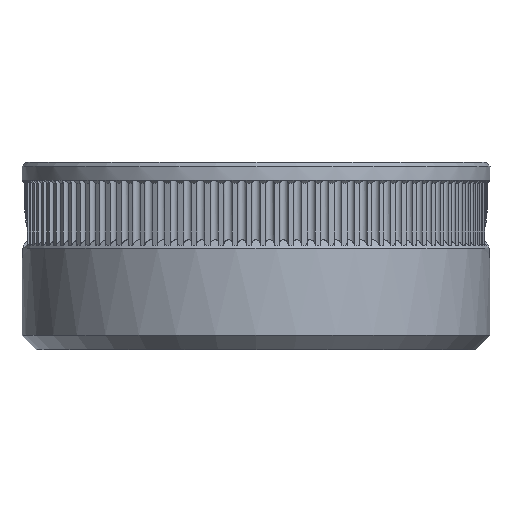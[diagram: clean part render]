
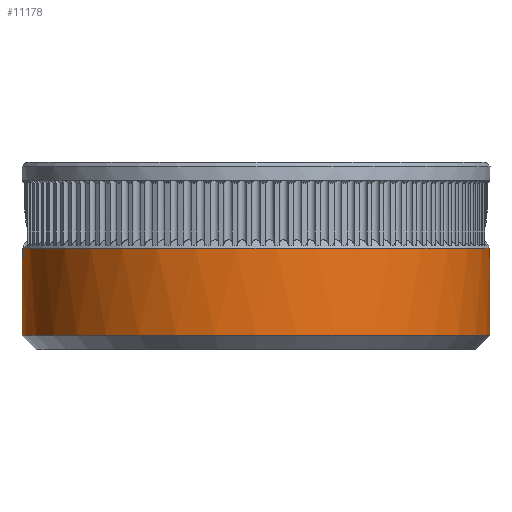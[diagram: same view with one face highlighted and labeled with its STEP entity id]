
A CAD part, left-side view. The second image highlights one B-rep face of the part: STEP entity #11178.
In plain terms, the highlighted cylindrical face has radius 32.5 mm (diameter 65 mm), a full revolution.
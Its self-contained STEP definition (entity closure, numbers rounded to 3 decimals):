
#492=B_SPLINE_CURVE_WITH_KNOTS('',3,(#23004,#23005,#23006,#23007,#23008,
#23009,#23010,#23011,#23012,#23013,#23014,#23015,#23016,#23017,#23018,#23019,
#23020,#23021,#23022,#23023,#23024,#23025,#23026),.UNSPECIFIED.,.F.,.F.,
(4,3,3,2,2,2,2,2,3,4),(0.077,0.117,0.182,
0.245,0.368,0.49,0.613,
0.735,0.798,0.863),.UNSPECIFIED.);
#517=B_SPLINE_CURVE_WITH_KNOTS('',3,(#23299,#23300,#23301,#23302,#23303,
#23304,#23305,#23306,#23307,#23308,#23309,#23310,#23311,#23312,#23313,#23314,
#23315,#23316,#23317,#23318,#23319,#23320,#23321),.UNSPECIFIED.,.F.,.F.,
(4,3,2,2,2,2,2,3,3,4),(0.117,0.182,0.245,
0.368,0.49,0.613,0.735,
0.798,0.863,0.903),.UNSPECIFIED.);
#657=CYLINDRICAL_SURFACE('',#12086,32.5);
#1039=CIRCLE('',#12052,32.5);
#1040=CIRCLE('',#12053,32.5);
#1071=CIRCLE('',#12087,32.5);
#1072=CIRCLE('',#12088,32.5);
#1664=FACE_OUTER_BOUND('',#2395,.T.);
#2395=EDGE_LOOP('',(#8741,#8742,#8743,#8744,#8745,#8746,#8747,#8748));
#3450=LINE('',#23561,#4205);
#4205=VECTOR('',#14416,32.5);
#5355=VERTEX_POINT('',#22998);
#5356=VERTEX_POINT('',#23003);
#5381=VERTEX_POINT('',#23291);
#5382=VERTEX_POINT('',#23298);
#5390=VERTEX_POINT('',#23496);
#5396=VERTEX_POINT('',#23559);
#6545=EDGE_CURVE('',#5356,#5355,#492,.F.);
#6580=EDGE_CURVE('',#5382,#5381,#517,.F.);
#6617=EDGE_CURVE('',#5382,#5390,#1039,.T.);
#6618=EDGE_CURVE('',#5390,#5355,#1040,.T.);
#6653=EDGE_CURVE('',#5396,#5396,#1071,.T.);
#6654=EDGE_CURVE('',#5396,#5390,#3450,.T.);
#6655=EDGE_CURVE('',#5356,#5381,#1072,.T.);
#8741=ORIENTED_EDGE('',*,*,#6653,.F.);
#8742=ORIENTED_EDGE('',*,*,#6654,.T.);
#8743=ORIENTED_EDGE('',*,*,#6617,.F.);
#8744=ORIENTED_EDGE('',*,*,#6580,.T.);
#8745=ORIENTED_EDGE('',*,*,#6655,.F.);
#8746=ORIENTED_EDGE('',*,*,#6545,.T.);
#8747=ORIENTED_EDGE('',*,*,#6618,.F.);
#8748=ORIENTED_EDGE('',*,*,#6654,.F.);
#11178=ADVANCED_FACE('',(#1664),#657,.T.);
#12052=AXIS2_PLACEMENT_3D('',#23497,#14342,#14343);
#12053=AXIS2_PLACEMENT_3D('',#23498,#14344,#14345);
#12086=AXIS2_PLACEMENT_3D('',#23558,#14412,#14413);
#12087=AXIS2_PLACEMENT_3D('',#23560,#14414,#14415);
#12088=AXIS2_PLACEMENT_3D('',#23562,#14417,#14418);
#14342=DIRECTION('center_axis',(0.,0.,1.));
#14343=DIRECTION('ref_axis',(-1.,0.,0.));
#14344=DIRECTION('center_axis',(0.,0.,1.));
#14345=DIRECTION('ref_axis',(-1.,0.,0.));
#14412=DIRECTION('center_axis',(0.,0.,-1.));
#14413=DIRECTION('ref_axis',(-1.,0.,0.));
#14414=DIRECTION('center_axis',(0.,0.,-1.));
#14415=DIRECTION('ref_axis',(-1.,0.,0.));
#14416=DIRECTION('',(0.,0.,1.));
#14417=DIRECTION('center_axis',(0.,0.,1.));
#14418=DIRECTION('ref_axis',(-1.,0.,0.));
#22998=CARTESIAN_POINT('',(-76.85,52.344,5.8));
#23003=CARTESIAN_POINT('',(-83.02,52.356,5.4));
#23004=CARTESIAN_POINT('Ctrl Pts',(-76.85,52.344,5.8));
#23005=CARTESIAN_POINT('Ctrl Pts',(-76.885,52.347,5.664));
#23006=CARTESIAN_POINT('Ctrl Pts',(-76.928,52.352,5.53));
#23007=CARTESIAN_POINT('Ctrl Pts',(-76.98,52.356,5.4));
#23008=CARTESIAN_POINT('Ctrl Pts',(-77.063,52.364,5.19));
#23009=CARTESIAN_POINT('Ctrl Pts',(-77.168,52.374,4.989));
#23010=CARTESIAN_POINT('Ctrl Pts',(-77.294,52.384,4.8));
#23011=CARTESIAN_POINT('Ctrl Pts',(-77.415,52.394,4.617));
#23012=CARTESIAN_POINT('Ctrl Pts',(-77.554,52.405,4.45));
#23013=CARTESIAN_POINT('Ctrl Pts',(-77.99,52.436,4.014));
#23014=CARTESIAN_POINT('Ctrl Pts',(-78.356,52.458,3.763));
#23015=CARTESIAN_POINT('Ctrl Pts',(-79.156,52.489,3.432));
#23016=CARTESIAN_POINT('Ctrl Pts',(-79.592,52.497,3.35));
#23017=CARTESIAN_POINT('Ctrl Pts',(-80.408,52.497,3.35));
#23018=CARTESIAN_POINT('Ctrl Pts',(-80.844,52.489,3.432));
#23019=CARTESIAN_POINT('Ctrl Pts',(-81.644,52.458,3.763));
#23020=CARTESIAN_POINT('Ctrl Pts',(-82.01,52.436,4.014));
#23021=CARTESIAN_POINT('Ctrl Pts',(-82.446,52.405,4.45));
#23022=CARTESIAN_POINT('Ctrl Pts',(-82.585,52.394,4.617));
#23023=CARTESIAN_POINT('Ctrl Pts',(-82.706,52.384,4.8));
#23024=CARTESIAN_POINT('Ctrl Pts',(-82.832,52.374,4.989));
#23025=CARTESIAN_POINT('Ctrl Pts',(-82.937,52.364,5.19));
#23026=CARTESIAN_POINT('Ctrl Pts',(-83.02,52.356,5.4));
#23291=CARTESIAN_POINT('',(-83.02,-12.362,5.4));
#23298=CARTESIAN_POINT('',(-76.85,-12.35,5.8));
#23299=CARTESIAN_POINT('Ctrl Pts',(-83.02,-12.362,
5.4));
#23300=CARTESIAN_POINT('Ctrl Pts',(-82.937,-12.37,
5.19));
#23301=CARTESIAN_POINT('Ctrl Pts',(-82.832,-12.38,
4.989));
#23302=CARTESIAN_POINT('Ctrl Pts',(-82.706,-12.39,
4.8));
#23303=CARTESIAN_POINT('Ctrl Pts',(-82.585,-12.4,4.617));
#23304=CARTESIAN_POINT('Ctrl Pts',(-82.446,-12.411,4.45));
#23305=CARTESIAN_POINT('Ctrl Pts',(-82.01,-12.442,
4.014));
#23306=CARTESIAN_POINT('Ctrl Pts',(-81.644,-12.464,3.763));
#23307=CARTESIAN_POINT('Ctrl Pts',(-80.844,-12.494,
3.432));
#23308=CARTESIAN_POINT('Ctrl Pts',(-80.408,-12.503,
3.35));
#23309=CARTESIAN_POINT('Ctrl Pts',(-79.592,-12.503,
3.35));
#23310=CARTESIAN_POINT('Ctrl Pts',(-79.156,-12.494,
3.432));
#23311=CARTESIAN_POINT('Ctrl Pts',(-78.356,-12.464,
3.763));
#23312=CARTESIAN_POINT('Ctrl Pts',(-77.99,-12.442,4.014));
#23313=CARTESIAN_POINT('Ctrl Pts',(-77.554,-12.411,
4.45));
#23314=CARTESIAN_POINT('Ctrl Pts',(-77.415,-12.4,4.617));
#23315=CARTESIAN_POINT('Ctrl Pts',(-77.294,-12.39,
4.8));
#23316=CARTESIAN_POINT('Ctrl Pts',(-77.168,-12.38,
4.989));
#23317=CARTESIAN_POINT('Ctrl Pts',(-77.063,-12.37,5.19));
#23318=CARTESIAN_POINT('Ctrl Pts',(-76.98,-12.362,
5.4));
#23319=CARTESIAN_POINT('Ctrl Pts',(-76.928,-12.357,
5.53));
#23320=CARTESIAN_POINT('Ctrl Pts',(-76.885,-12.353,
5.664));
#23321=CARTESIAN_POINT('Ctrl Pts',(-76.85,-12.35,
5.8));
#23496=CARTESIAN_POINT('',(-47.5,19.997,5.8));
#23497=CARTESIAN_POINT('Origin',(-80.,19.997,5.8));
#23498=CARTESIAN_POINT('Origin',(-80.,19.997,5.8));
#23558=CARTESIAN_POINT('Origin',(-80.,19.997,2.3));
#23559=CARTESIAN_POINT('',(-47.5,19.997,-6.7));
#23560=CARTESIAN_POINT('Origin',(-80.,19.997,-6.7));
#23561=CARTESIAN_POINT('',(-47.5,19.997,2.3));
#23562=CARTESIAN_POINT('Origin',(-80.,19.997,5.4));
